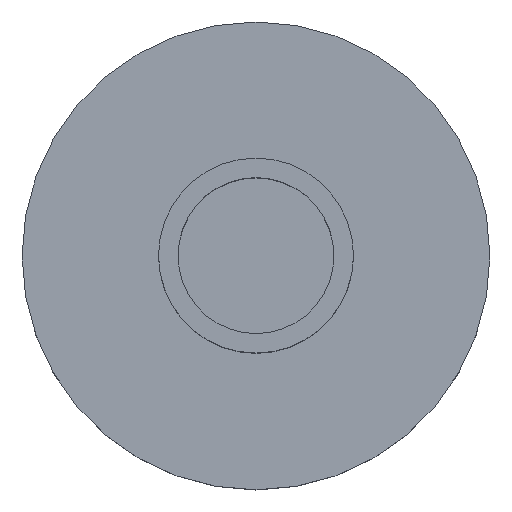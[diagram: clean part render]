
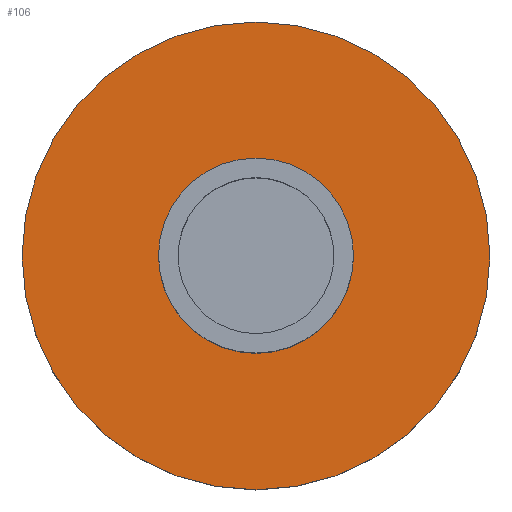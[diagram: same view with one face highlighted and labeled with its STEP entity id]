
A CAD part, top view. The second image highlights one B-rep face of the part: STEP entity #106.
In plain terms, the highlighted planar face has unit normal (0, 0, 1).
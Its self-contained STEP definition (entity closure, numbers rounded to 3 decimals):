
#5 = FACE_BOUND ( 'NONE', #224, .T. ) ;
#8 = CIRCLE ( 'NONE', #179, 2.5 ) ;
#13 = AXIS2_PLACEMENT_3D ( 'NONE', #283, #55, #77 ) ;
#15 = DIRECTION ( 'NONE',  ( 0., 0., 1. ) ) ;
#19 = ORIENTED_EDGE ( 'NONE', *, *, #221, .F. ) ;
#20 = EDGE_CURVE ( 'NONE', #225, #299, #8, .T. ) ;
#23 = VERTEX_POINT ( 'NONE', #206 ) ;
#27 = DIRECTION ( 'NONE',  ( 1., 0., 0. ) ) ;
#31 = ORIENTED_EDGE ( 'NONE', *, *, #20, .F. ) ;
#44 = ORIENTED_EDGE ( 'NONE', *, *, #133, .T. ) ;
#46 = AXIS2_PLACEMENT_3D ( 'NONE', #262, #54, #240 ) ;
#54 = DIRECTION ( 'NONE',  ( 0., 0., 1. ) ) ;
#55 = DIRECTION ( 'NONE',  ( 0., 0., 1. ) ) ;
#63 = DIRECTION ( 'NONE',  ( 0., 0., 1. ) ) ;
#68 = CIRCLE ( 'NONE', #234, 2.5 ) ;
#77 = DIRECTION ( 'NONE',  ( 1., 0., 0. ) ) ;
#81 = EDGE_CURVE ( 'NONE', #23, #138, #213, .T. ) ;
#106 = ADVANCED_FACE ( 'NONE', ( #5, #195 ), #282, .T. ) ;
#109 = CARTESIAN_POINT ( 'NONE',  ( 0., 0., 2. ) ) ;
#124 = CARTESIAN_POINT ( 'NONE',  ( 0., 0., 2. ) ) ;
#133 = EDGE_CURVE ( 'NONE', #138, #23, #187, .T. ) ;
#138 = VERTEX_POINT ( 'NONE', #157 ) ;
#157 = CARTESIAN_POINT ( 'NONE',  ( -6., 0., 2. ) ) ;
#179 = AXIS2_PLACEMENT_3D ( 'NONE', #204, #63, #230 ) ;
#187 = CIRCLE ( 'NONE', #13, 6. ) ;
#195 = FACE_OUTER_BOUND ( 'NONE', #277, .T. ) ;
#204 = CARTESIAN_POINT ( 'NONE',  ( 0., 0., 2. ) ) ;
#206 = CARTESIAN_POINT ( 'NONE',  ( 6., 0., 2. ) ) ;
#213 = CIRCLE ( 'NONE', #233, 6. ) ;
#221 = EDGE_CURVE ( 'NONE', #299, #225, #68, .T. ) ;
#224 = EDGE_LOOP ( 'NONE', ( #31, #19 ) ) ;
#225 = VERTEX_POINT ( 'NONE', #228 ) ;
#228 = CARTESIAN_POINT ( 'NONE',  ( -2.5, 0., 2. ) ) ;
#230 = DIRECTION ( 'NONE',  ( 1., 0., 0. ) ) ;
#232 = ORIENTED_EDGE ( 'NONE', *, *, #81, .T. ) ;
#233 = AXIS2_PLACEMENT_3D ( 'NONE', #124, #237, #285 ) ;
#234 = AXIS2_PLACEMENT_3D ( 'NONE', #109, #15, #27 ) ;
#237 = DIRECTION ( 'NONE',  ( 0., 0., 1. ) ) ;
#240 = DIRECTION ( 'NONE',  ( 1., 0., 0. ) ) ;
#262 = CARTESIAN_POINT ( 'NONE',  ( 0., 0., 2. ) ) ;
#277 = EDGE_LOOP ( 'NONE', ( #44, #232 ) ) ;
#282 = PLANE ( 'NONE',  #46 ) ;
#283 = CARTESIAN_POINT ( 'NONE',  ( 0., 0., 2. ) ) ;
#285 = DIRECTION ( 'NONE',  ( 1., 0., 0. ) ) ;
#299 = VERTEX_POINT ( 'NONE', #300 ) ;
#300 = CARTESIAN_POINT ( 'NONE',  ( 2.5, 0., 2. ) ) ;
